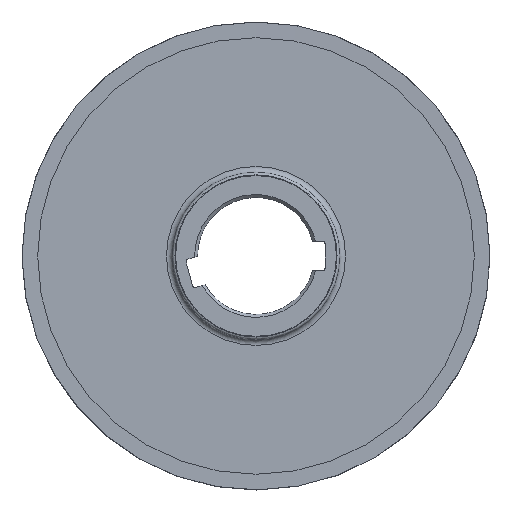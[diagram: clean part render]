
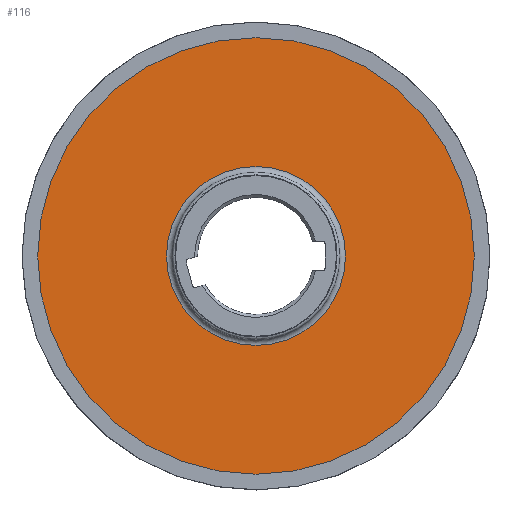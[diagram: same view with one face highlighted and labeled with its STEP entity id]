
A CAD part, top view. The second image highlights one B-rep face of the part: STEP entity #116.
In plain terms, the highlighted planar face has unit normal (0, 0, 1).
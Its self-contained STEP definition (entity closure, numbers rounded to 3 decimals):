
#74=PLANE('',#741);
#116=ADVANCED_FACE('',(#255,#256),#74,.F.);
#255=FACE_BOUND('',#315,.T.);
#256=FACE_BOUND('',#316,.T.);
#315=EDGE_LOOP('',(#425));
#316=EDGE_LOOP('',(#426));
#425=ORIENTED_EDGE('',*,*,#612,.F.);
#426=ORIENTED_EDGE('',*,*,#610,.T.);
#544=VERTEX_POINT('',#1140);
#546=VERTEX_POINT('',#1145);
#610=EDGE_CURVE('',#544,#544,#660,.T.);
#612=EDGE_CURVE('',#546,#546,#662,.T.);
#660=CIRCLE('',#737,30.597);
#662=CIRCLE('',#740,76.056);
#737=AXIS2_PLACEMENT_3D('',#1139,#894,#895);
#740=AXIS2_PLACEMENT_3D('',#1144,#900,#901);
#741=AXIS2_PLACEMENT_3D('',#1146,#902,#903);
#894=DIRECTION('',(0.,0.,-1.));
#895=DIRECTION('',(-1.,0.,0.));
#900=DIRECTION('',(0.,0.,-1.));
#901=DIRECTION('',(-1.,0.,0.));
#902=DIRECTION('',(0.,0.,-1.));
#903=DIRECTION('',(1.,0.,0.));
#1139=CARTESIAN_POINT('',(0.,0.,-2.5));
#1140=CARTESIAN_POINT('',(-30.597,0.,-2.5));
#1144=CARTESIAN_POINT('',(0.,0.,-2.5));
#1145=CARTESIAN_POINT('',(-76.056,0.,-2.5));
#1146=CARTESIAN_POINT('',(30.597,0.,-2.5));
